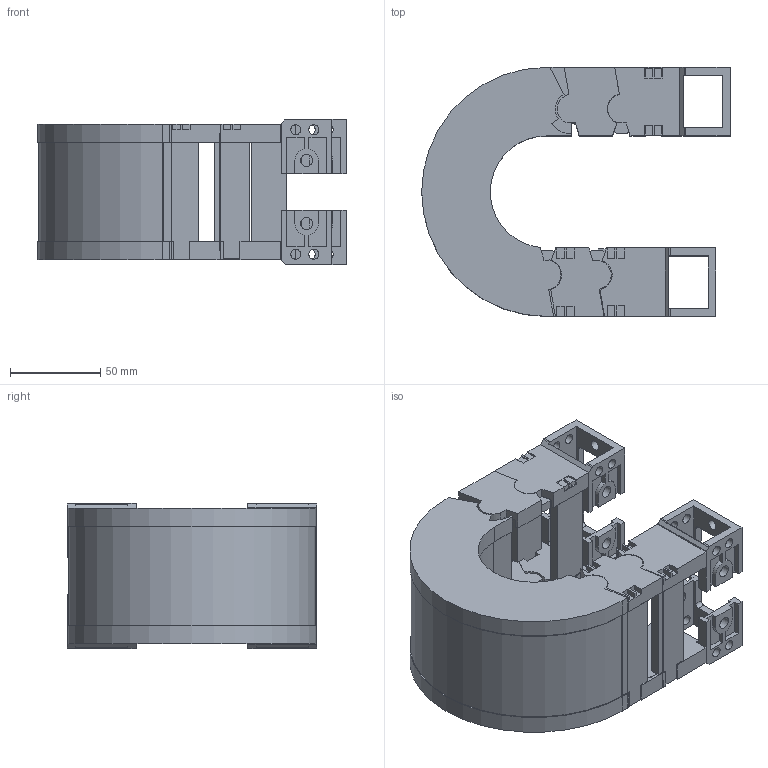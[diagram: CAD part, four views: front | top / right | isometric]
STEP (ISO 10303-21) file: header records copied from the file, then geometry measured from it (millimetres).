
FILE_DESCRIPTION(/* description */ ('NSB 028N-Sabin Chain Normal Type'),/* implementation_level */ '2;1');
FILE_NAME(/* name */ 'NSB028N_55.stp',/* time_stamp */ '2018-08-23T13:15:03+05:00',/* author */ ('ASUS'),/* organization */ ('CPS'),/* preprocessor_version */ 'ST-DEVELOPER v16.13',/* originating_system */ 'Autodesk Inventor 2018',/* authorisation */ '');
FILE_SCHEMA (('AUTOMOTIVE_DESIGN { 1 0 10303 214 3 1 1 }'));
Length unit declared in the file: millimetre
Products named in the file (6): NSB028N.55.R46/F-327L:0,0761228); NSB028N-55 (224,46,28,0,0)_CC; NSB028N.55.0-Chain_Unit; NSB028N-55E-FP; NSB028N.55.0-Chain_Unit d; NSB028N-55E-MP
Assembly tree (5 placements, depth 2):
  NSB028N.55.R46/F-327L:0,0761228)
    NSB028N-55 (224,46,28,0,0)_CC
    NSB028N.55.0-Chain_Unit
    NSB028N-55E-FP
    NSB028N.55.0-Chain_Unit d
    NSB028N-55E-MP
Bounding box: 171 x 138 x 80.4 mm (x, y, z)
Volume: 380358.7 mm3; surface area: 148629.8 mm2
Topology: 5 solids, 5 shells, 618 faces, 1860 edges, 1227 vertices
Faces by surface type: plane 477, cylinder 141
Full cylindrical faces by diameter (mm): 5.6 x20, 6.6 x8
Entity records: 20967 total; most frequent: CARTESIAN_POINT 3688, ORIENTED_EDGE 3664, DIRECTION 3392, EDGE_CURVE 1832, LINE 1530, VECTOR 1530, VERTEX_POINT 1227, AXIS2_PLACEMENT_3D 931
